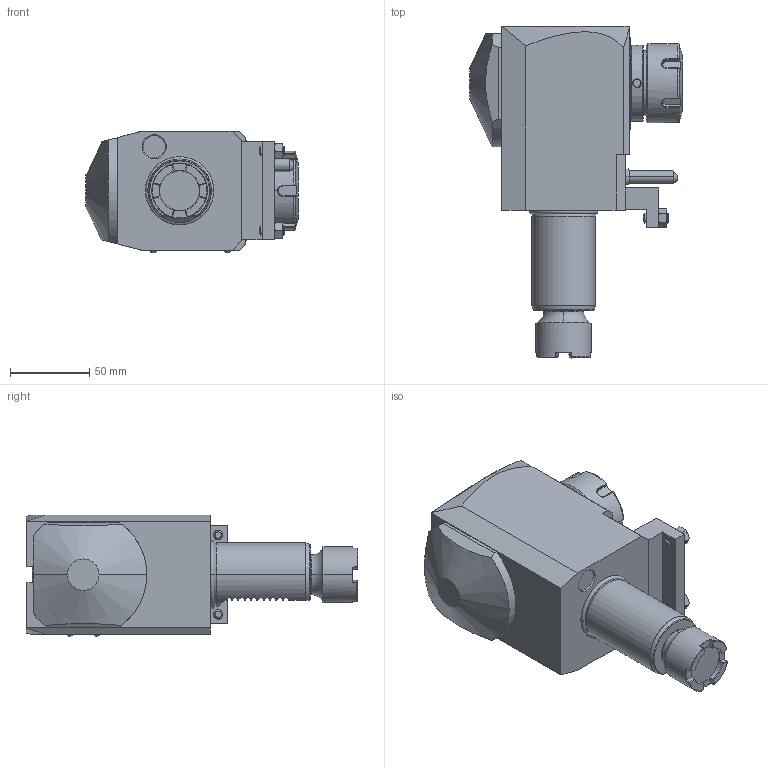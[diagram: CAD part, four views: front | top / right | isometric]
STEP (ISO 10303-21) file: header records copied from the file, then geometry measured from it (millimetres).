
FILE_DESCRIPTION((''),'2;1');
FILE_NAME('NGT1_40_251_32_1_1_80JC','2017-03-23T',('vali'),('NOVA GRUP'),'PRO/ENGINEER BY PARAMETRIC TECHNOLOGY CORPORATION, 2010280','PRO/ENGINEER BY PARAMETRIC TECHNOLOGY CORPORATION, 2010280','');
FILE_SCHEMA(('CONFIG_CONTROL_DESIGN'));
Length unit declared in the file: millimetre
Products named in the file (1): NGT1_40_251_32_1_1_80JC
Bounding box: 133.6 x 209 x 76.6 mm (x, y, z)
Volume: 917199.8 mm3; surface area: 75631.5 mm2
Topology: 1 solids, 1 shells, 460 faces, 1161 edges, 714 vertices
Faces by surface type: plane 195, cone 91, cylinder 86, bspline 66, torus 14, sphere 6, extrusion 2
Entity records: 19133 total; most frequent: CARTESIAN_POINT 9048, ORIENTED_EDGE 2290, DIRECTION 1743, EDGE_CURVE 1145, VERTEX_POINT 714, AXIS2_PLACEMENT_3D 637, EDGE_LOOP 487, VECTOR 469
